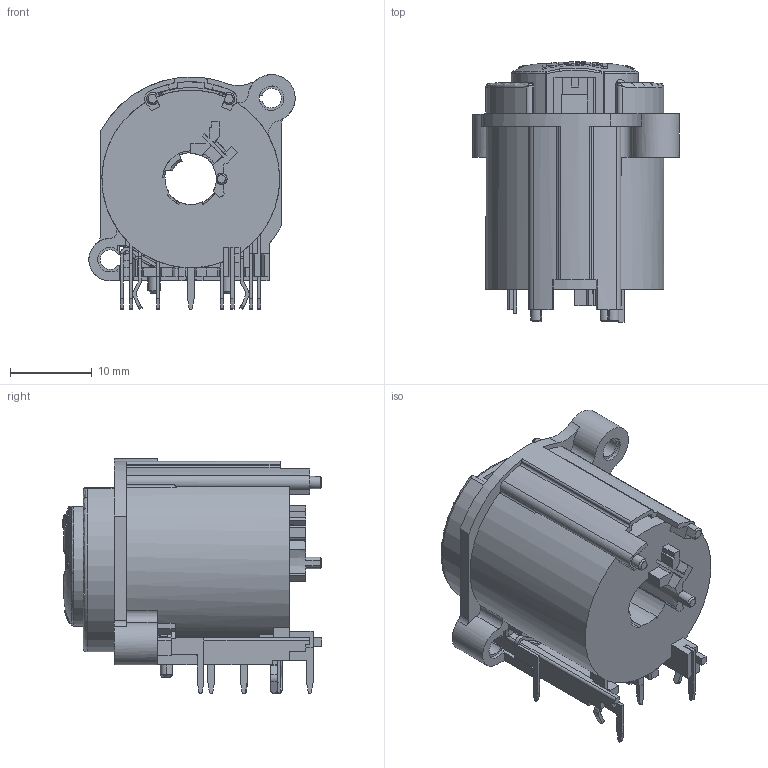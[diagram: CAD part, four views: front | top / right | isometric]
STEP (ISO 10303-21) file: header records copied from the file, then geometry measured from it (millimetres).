
FILE_DESCRIPTION((''),'2;1');
FILE_NAME('RCJ10FA-H-0','2020-06-30T',('zyj'),(''),'PRO/ENGINEER BY PARAMETRIC TECHNOLOGY CORPORATION, 2013040','PRO/ENGINEER BY PARAMETRIC TECHNOLOGY CORPORATION, 2013040','');
FILE_SCHEMA(('CONFIG_CONTROL_DESIGN','SHAPE_APPEARANCE_LAYERS_GROUPS'));
Length unit declared in the file: millimetre
Products named in the file (1): RCJ10FA-H-0
Bounding box: 25.3 x 31.88 x 28.8 mm (x, y, z)
Volume: 8070.7 mm3; surface area: 7330 mm2
Topology: 1 solids, 4 shells, 925 faces, 2749 edges, 1819 vertices
Faces by surface type: plane 630, cylinder 145, extrusion 54, bspline 44, cone 27, torus 19, sphere 6
Entity records: 34530 total; most frequent: CARTESIAN_POINT 10354, ORIENTED_EDGE 5488, DIRECTION 4366, EDGE_CURVE 2744, VERTEX_POINT 1819, VECTOR 1778, LINE 1724, AXIS2_PLACEMENT_3D 1294
